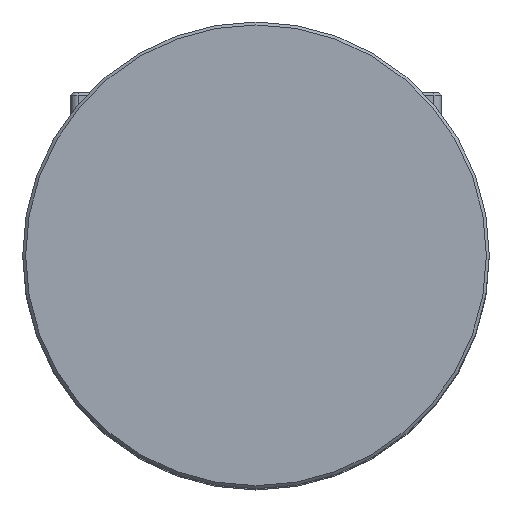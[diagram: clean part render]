
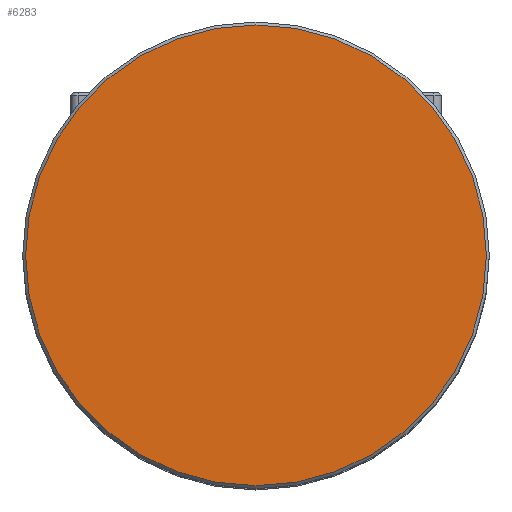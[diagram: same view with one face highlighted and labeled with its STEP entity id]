
A CAD part, top view. The second image highlights one B-rep face of the part: STEP entity #6283.
In plain terms, the highlighted planar face has unit normal (0, 0, 1).
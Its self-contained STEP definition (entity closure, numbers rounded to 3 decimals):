
#700=PLANE('',#6728);
#1010=FACE_OUTER_BOUND('',#1407,.T.);
#1407=EDGE_LOOP('',(#4874));
#2416=CIRCLE('',#6727,31.1);
#2791=VERTEX_POINT('',#11539);
#3539=EDGE_CURVE('',#2791,#2791,#2416,.T.);
#4874=ORIENTED_EDGE('',*,*,#3539,.F.);
#6283=ADVANCED_FACE('',(#1010),#700,.T.);
#6727=AXIS2_PLACEMENT_3D('',#11540,#7348,#7349);
#6728=AXIS2_PLACEMENT_3D('',#11542,#7351,#7352);
#7348=DIRECTION('center_axis',(0.,0.,-1.));
#7349=DIRECTION('ref_axis',(-1.,0.,0.));
#7351=DIRECTION('center_axis',(0.,0.,1.));
#7352=DIRECTION('ref_axis',(-1.,0.,0.));
#11539=CARTESIAN_POINT('',(31.1,0.,102.));
#11540=CARTESIAN_POINT('Origin',(0.,0.,102.));
#11542=CARTESIAN_POINT('Origin',(0.,0.,102.));
